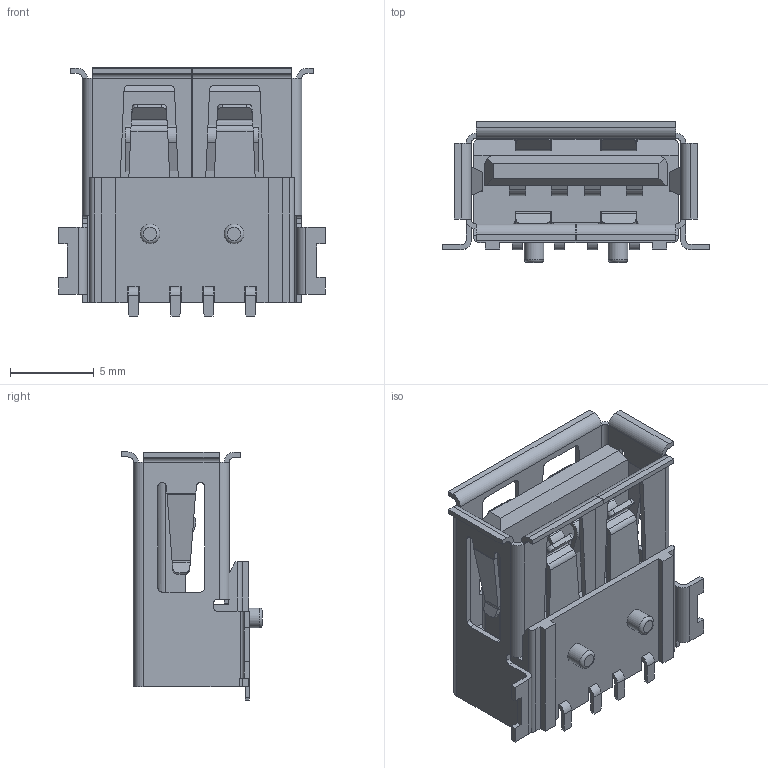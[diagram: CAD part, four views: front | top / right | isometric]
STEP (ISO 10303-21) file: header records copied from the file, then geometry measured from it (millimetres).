
FILE_DESCRIPTION(('STEP AP214'),'1');
FILE_NAME('UJ2-AH-1-SMT.stp','2016-10-14T14:53:39',('TraceParts'),('TraceParts S.A.'),'Spatial InterOp 3D',' ',' ');
FILE_SCHEMA(('automotive_design'));
Length unit declared in the file: millimetre
Products named in the file (6): N; UJ2-AH-SMT-PINS-1-solid4; UJ2-AH-SMT-SHIELD-1-solid1; UJ2-AH-SMT-PINS-1-solid2; UJ2-AH-SMT-PINS-1-solid3; NONE
Bounding box: 15.9 x 8.4 x 14.8 mm (x, y, z)
Volume: 632.9 mm3; surface area: 1755.5 mm2
Topology: 6 solids, 10 shells, 677 faces, 1747 edges, 1092 vertices
Faces by surface type: plane 445, cylinder 174, bspline 56, torus 2
Full cylindrical faces by diameter (mm): 1.18 x2
Entity records: 26733 total; most frequent: CARTESIAN_POINT 5036, ORIENTED_EDGE 3482, DIRECTION 3135, EDGE_CURVE 1741, LINE 1317, VECTOR 1317, VERTEX_POINT 1090, AXIS2_PLACEMENT_3D 909
